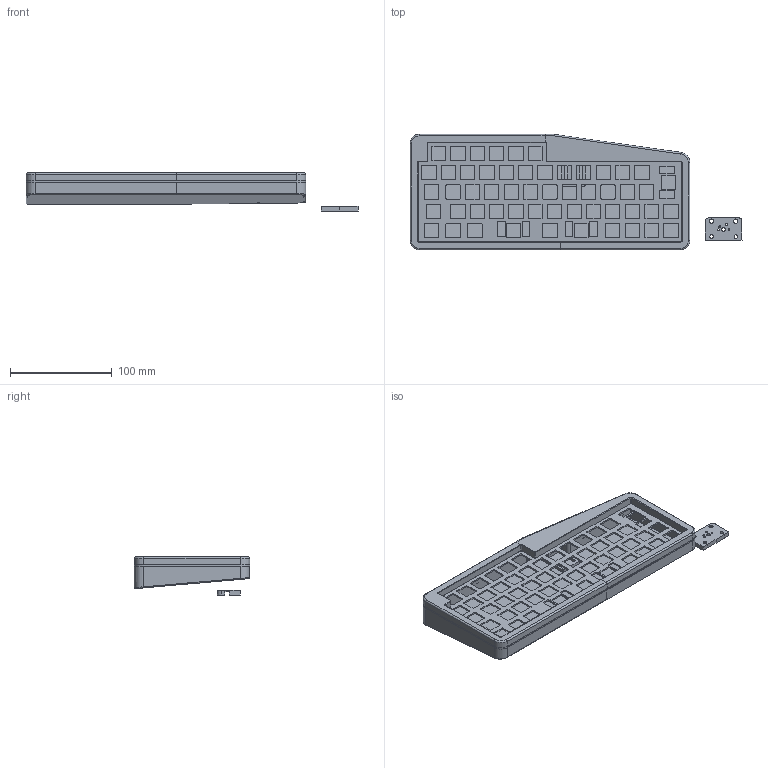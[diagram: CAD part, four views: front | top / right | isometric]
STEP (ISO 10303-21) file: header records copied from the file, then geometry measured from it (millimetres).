
FILE_DESCRIPTION(/* description */ (''),/* implementation_level */ '2;1');
FILE_NAME(/* name */ 'bonzo 3d print handwire with acrylic backplate.step',/* time_stamp */ '2023-11-23T19:34:16+02:00',/* author */ (''),/* organization */ (''),/* preprocessor_version */ 'ST-DEVELOPER v20',/* originating_system */ 'Autodesk Translation Framework v12.14.0.127',/* authorisation */ '');
FILE_SCHEMA (('AUTOMOTIVE_DESIGN { 1 0 10303 214 3 1 1 }'));
Length unit declared in the file: millimetre
Products named in the file (1): bonzo 3d print
Bounding box: 326.62 x 113.53 x 37.43 mm (x, y, z)
Volume: 257913.4 mm3; surface area: 170192.2 mm2
Topology: 11 solids, 11 shells, 877 faces, 2365 edges, 1567 vertices
Faces by surface type: plane 453, cylinder 394, torus 16, bspline 14
Full cylindrical faces by diameter (mm): 1.5 x2, 2 x36, 2.2 x11, 3 x4, 3.5 x2, 3.7 x1, 4.25 x2, 4.5 x9, 5 x7, 6 x4
Entity records: 28529 total; most frequent: CARTESIAN_POINT 5284, DIRECTION 4903, ORIENTED_EDGE 4730, EDGE_CURVE 2365, AXIS2_PLACEMENT_3D 1692, VERTEX_POINT 1567, LINE 1519, VECTOR 1519
